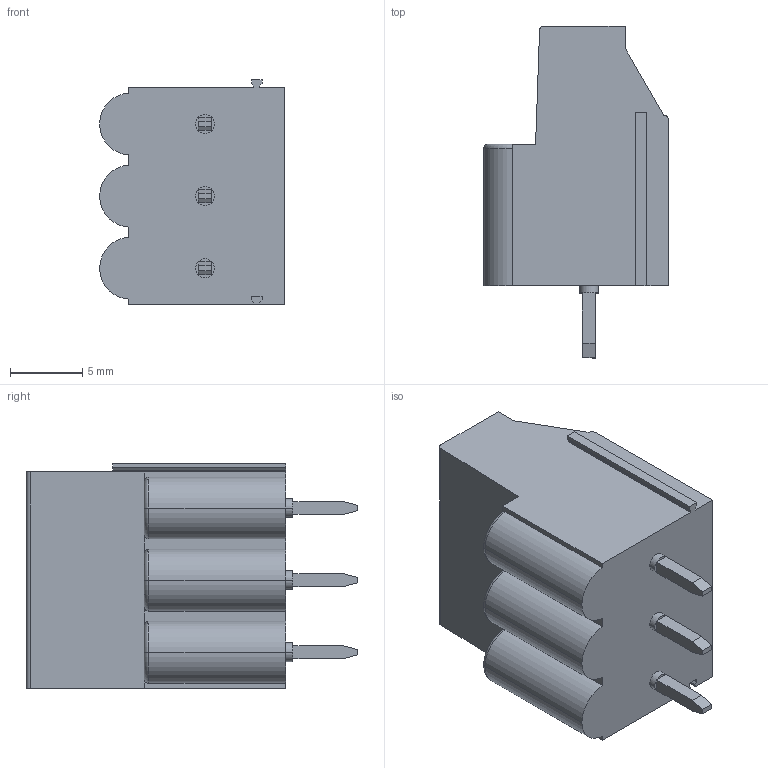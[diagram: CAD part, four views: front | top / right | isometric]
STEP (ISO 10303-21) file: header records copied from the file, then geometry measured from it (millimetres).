
FILE_DESCRIPTION(('STEP AP242'),'1');
FILE_NAME('1714036.stp','2022-03-05T04:45:18',('TraceParts'),('TraceParts S.A.'),'Spatial InterOp 3D',' ',' ');
FILE_SCHEMA(('AP242_MANAGED_MODEL_BASED_3D_ENGINEERING_MIM_LF {1 0 10303 442 1 1 4}'));
Length unit declared in the file: millimetre
Products named in the file (1): 1714036
Bounding box: 12.8 x 23 x 15.57 mm (x, y, z)
Volume: 2394 mm3; surface area: 1838.3 mm2
Topology: 1 solids, 1 shells, 223 faces, 564 edges, 365 vertices
Faces by surface type: plane 157, cylinder 60, torus 6
Entity records: 8751 total; most frequent: CARTESIAN_POINT 1441, DIRECTION 1159, ORIENTED_EDGE 1128, EDGE_CURVE 564, LINE 405, VECTOR 405, AXIS2_PLACEMENT_3D 377, VERTEX_POINT 365
